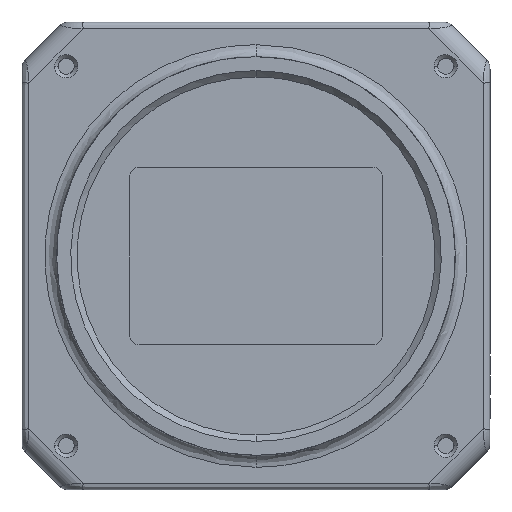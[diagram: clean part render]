
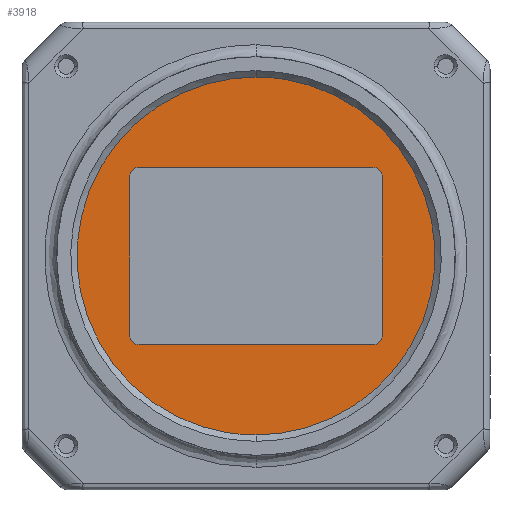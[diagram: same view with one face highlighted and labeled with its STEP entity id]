
A CAD part, front view. The second image highlights one B-rep face of the part: STEP entity #3918.
In plain terms, the highlighted face is planar.
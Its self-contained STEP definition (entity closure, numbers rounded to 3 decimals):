
#548=(
BOUNDED_CURVE()
B_SPLINE_CURVE(2,(#84966,#84967,#84968,#84969,#84970),.UNSPECIFIED.,.F.,
 .F.)
B_SPLINE_CURVE_WITH_KNOTS((3,2,3),(0.,44.454,88.907),
 .UNSPECIFIED.)
CURVE()
GEOMETRIC_REPRESENTATION_ITEM()
RATIONAL_B_SPLINE_CURVE((1.,0.707,1.,0.707,1.))
REPRESENTATION_ITEM('')
);
#550=(
BOUNDED_CURVE()
B_SPLINE_CURVE(2,(#84978,#84979,#84980,#84981,#84982),.UNSPECIFIED.,.F.,
 .F.)
B_SPLINE_CURVE_WITH_KNOTS((3,2,3),(0.,44.454,88.907),
 .UNSPECIFIED.)
CURVE()
GEOMETRIC_REPRESENTATION_ITEM()
RATIONAL_B_SPLINE_CURVE((1.,0.707,1.,0.707,1.))
REPRESENTATION_ITEM('')
);
#552=(
BOUNDED_CURVE()
B_SPLINE_CURVE(2,(#85006,#85007,#85008),.UNSPECIFIED.,.F.,.F.)
B_SPLINE_CURVE_WITH_KNOTS((3,3),(0.,2.356),.UNSPECIFIED.)
CURVE()
GEOMETRIC_REPRESENTATION_ITEM()
RATIONAL_B_SPLINE_CURVE((1.,0.707,1.))
REPRESENTATION_ITEM('')
);
#554=(
BOUNDED_CURVE()
B_SPLINE_CURVE(2,(#85016,#85017,#85018),.UNSPECIFIED.,.F.,.F.)
B_SPLINE_CURVE_WITH_KNOTS((3,3),(0.,2.356),.UNSPECIFIED.)
CURVE()
GEOMETRIC_REPRESENTATION_ITEM()
RATIONAL_B_SPLINE_CURVE((1.,0.707,1.))
REPRESENTATION_ITEM('')
);
#556=(
BOUNDED_CURVE()
B_SPLINE_CURVE(2,(#85026,#85027,#85028),.UNSPECIFIED.,.F.,.F.)
B_SPLINE_CURVE_WITH_KNOTS((3,3),(0.,2.356),.UNSPECIFIED.)
CURVE()
GEOMETRIC_REPRESENTATION_ITEM()
RATIONAL_B_SPLINE_CURVE((1.,0.707,1.))
REPRESENTATION_ITEM('')
);
#558=(
BOUNDED_CURVE()
B_SPLINE_CURVE(2,(#85036,#85037,#85038),.UNSPECIFIED.,.F.,.F.)
B_SPLINE_CURVE_WITH_KNOTS((3,3),(0.,2.356),.UNSPECIFIED.)
CURVE()
GEOMETRIC_REPRESENTATION_ITEM()
RATIONAL_B_SPLINE_CURVE((1.,0.707,1.))
REPRESENTATION_ITEM('')
);
#1880=FACE_BOUND('',#8944,.T.);
#3918=ADVANCED_FACE('',(#6381,#1880),#40084,.T.);
#6381=FACE_OUTER_BOUND('',#8943,.T.);
#8943=EDGE_LOOP('',(#20118,#20119));
#8944=EDGE_LOOP('',(#20120,#20121,#20122,#20123,#20124,#20125,#20126,#20127));
#20118=ORIENTED_EDGE('',*,*,#27801,.T.);
#20119=ORIENTED_EDGE('',*,*,#27798,.T.);
#20120=ORIENTED_EDGE('',*,*,#27813,.T.);
#20121=ORIENTED_EDGE('',*,*,#27805,.T.);
#20122=ORIENTED_EDGE('',*,*,#27817,.T.);
#20123=ORIENTED_EDGE('',*,*,#27804,.T.);
#20124=ORIENTED_EDGE('',*,*,#27821,.T.);
#20125=ORIENTED_EDGE('',*,*,#27803,.T.);
#20126=ORIENTED_EDGE('',*,*,#27825,.T.);
#20127=ORIENTED_EDGE('',*,*,#27802,.T.);
#27798=EDGE_CURVE('',#38019,#38020,#548,.T.);
#27801=EDGE_CURVE('',#38020,#38019,#550,.T.);
#27802=EDGE_CURVE('',#38021,#38022,#33804,.T.);
#27803=EDGE_CURVE('',#38024,#38023,#33805,.T.);
#27804=EDGE_CURVE('',#38026,#38025,#33806,.T.);
#27805=EDGE_CURVE('',#38028,#38027,#33807,.T.);
#27813=EDGE_CURVE('',#38022,#38028,#552,.T.);
#27817=EDGE_CURVE('',#38027,#38026,#554,.T.);
#27821=EDGE_CURVE('',#38025,#38024,#556,.T.);
#27825=EDGE_CURVE('',#38023,#38021,#558,.T.);
#33804=B_SPLINE_CURVE_WITH_KNOTS('',1,(#84983,#84984),.UNSPECIFIED.,.F.,
 .F.,(2,2),(-25.,0.),.UNSPECIFIED.);
#33805=B_SPLINE_CURVE_WITH_KNOTS('',1,(#84985,#84986),.UNSPECIFIED.,.F.,
 .F.,(2,2),(-37.,0.),.UNSPECIFIED.);
#33806=B_SPLINE_CURVE_WITH_KNOTS('',1,(#84987,#84988),.UNSPECIFIED.,.F.,
 .F.,(2,2),(-25.,0.),.UNSPECIFIED.);
#33807=B_SPLINE_CURVE_WITH_KNOTS('',1,(#84989,#84990),.UNSPECIFIED.,.F.,
 .F.,(2,2),(-37.,0.),.UNSPECIFIED.);
#38019=VERTEX_POINT('',#82594);
#38020=VERTEX_POINT('',#82595);
#38021=VERTEX_POINT('',#82596);
#38022=VERTEX_POINT('',#82597);
#38023=VERTEX_POINT('',#82598);
#38024=VERTEX_POINT('',#82599);
#38025=VERTEX_POINT('',#82600);
#38026=VERTEX_POINT('',#82601);
#38027=VERTEX_POINT('',#82602);
#38028=VERTEX_POINT('',#82603);
#40084=PLANE('',#41979);
#41979=AXIS2_PLACEMENT_3D('',#76390,#43502,$);
#43502=DIRECTION('',(0.,0.,1.));
#76390=CARTESIAN_POINT('',(34.106,-34.106,7.));
#82594=CARTESIAN_POINT('',(0.,-28.3,7.));
#82595=CARTESIAN_POINT('',(0.,28.3,7.));
#82596=CARTESIAN_POINT('',(20.,12.5,7.));
#82597=CARTESIAN_POINT('',(20.,-12.5,7.));
#82598=CARTESIAN_POINT('',(18.5,14.,7.));
#82599=CARTESIAN_POINT('',(-18.5,14.,7.));
#82600=CARTESIAN_POINT('',(-20.,12.5,7.));
#82601=CARTESIAN_POINT('',(-20.,-12.5,7.));
#82602=CARTESIAN_POINT('',(-18.5,-14.,7.));
#82603=CARTESIAN_POINT('',(18.5,-14.,7.));
#84966=CARTESIAN_POINT('',(0.,-28.3,7.));
#84967=CARTESIAN_POINT('',(28.3,-28.3,7.));
#84968=CARTESIAN_POINT('',(28.3,0.,7.));
#84969=CARTESIAN_POINT('',(28.3,28.3,7.));
#84970=CARTESIAN_POINT('',(0.,28.3,7.));
#84978=CARTESIAN_POINT('',(0.,28.3,7.));
#84979=CARTESIAN_POINT('',(-28.3,28.3,7.));
#84980=CARTESIAN_POINT('',(-28.3,0.,7.));
#84981=CARTESIAN_POINT('',(-28.3,-28.3,7.));
#84982=CARTESIAN_POINT('',(0.,-28.3,7.));
#84983=CARTESIAN_POINT('',(20.,12.5,7.));
#84984=CARTESIAN_POINT('',(20.,-12.5,7.));
#84985=CARTESIAN_POINT('',(-18.5,14.,7.));
#84986=CARTESIAN_POINT('',(18.5,14.,7.));
#84987=CARTESIAN_POINT('',(-20.,-12.5,7.));
#84988=CARTESIAN_POINT('',(-20.,12.5,7.));
#84989=CARTESIAN_POINT('',(18.5,-14.,7.));
#84990=CARTESIAN_POINT('',(-18.5,-14.,7.));
#85006=CARTESIAN_POINT('',(20.,-12.5,7.));
#85007=CARTESIAN_POINT('',(20.,-14.,7.));
#85008=CARTESIAN_POINT('',(18.5,-14.,7.));
#85016=CARTESIAN_POINT('',(-18.5,-14.,7.));
#85017=CARTESIAN_POINT('',(-20.,-14.,7.));
#85018=CARTESIAN_POINT('',(-20.,-12.5,7.));
#85026=CARTESIAN_POINT('',(-20.,12.5,7.));
#85027=CARTESIAN_POINT('',(-20.,14.,7.));
#85028=CARTESIAN_POINT('',(-18.5,14.,7.));
#85036=CARTESIAN_POINT('',(18.5,14.,7.));
#85037=CARTESIAN_POINT('',(20.,14.,7.));
#85038=CARTESIAN_POINT('',(20.,12.5,7.));
